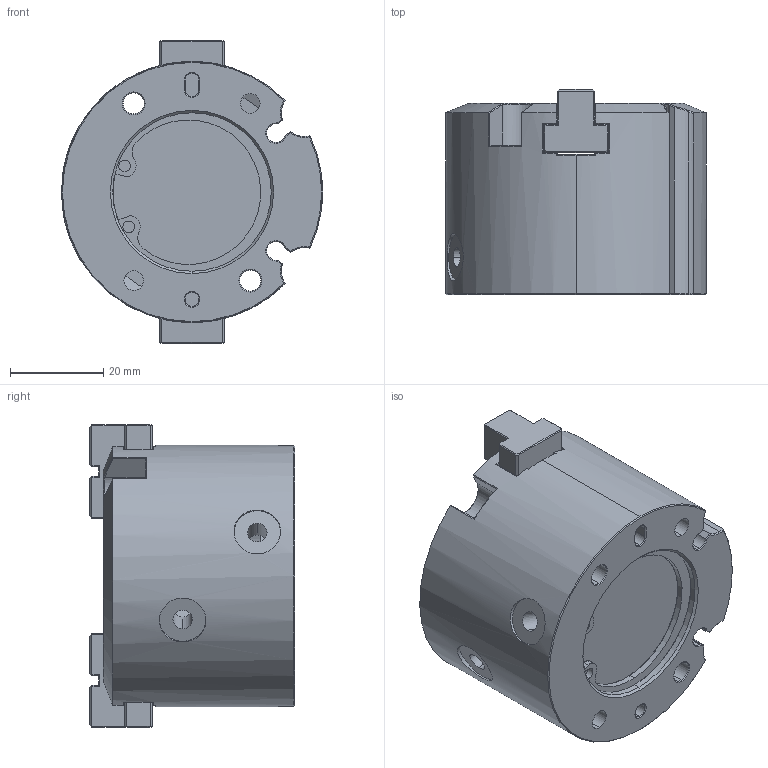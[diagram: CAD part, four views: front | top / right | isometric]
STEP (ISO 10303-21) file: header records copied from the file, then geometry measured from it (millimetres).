
FILE_DESCRIPTION (( 'STEP AP203' ), '1' );
FILE_NAME ('GC322.STEP', '2019-09-19T02:59:15', ( 'user' ), ( '' ), 'SwSTEP 2.0', 'SolidWorks 2014', '' );
FILE_SCHEMA (( 'CONFIG_CONTROL_DESIGN' ));
Length unit declared in the file: millimetre
Products named in the file (1): GC322
Bounding box: 56 x 44 x 64.83 mm (x, y, z)
Surface area: 19347.5 mm2 (no closed solid volume)
Topology: 0 solids, 10 shells, 376 faces, 1105 edges, 727 vertices
Faces by surface type: plane 188, cylinder 86, cone 64, torus 18, bspline 16, sphere 4
Entity records: 13440 total; most frequent: CARTESIAN_POINT 3761, DIRECTION 1947, ORIENTED_EDGE 1886, EDGE_CURVE 1097, VERTEX_POINT 723, AXIS2_PLACEMENT_3D 656, LINE 635, VECTOR 635
